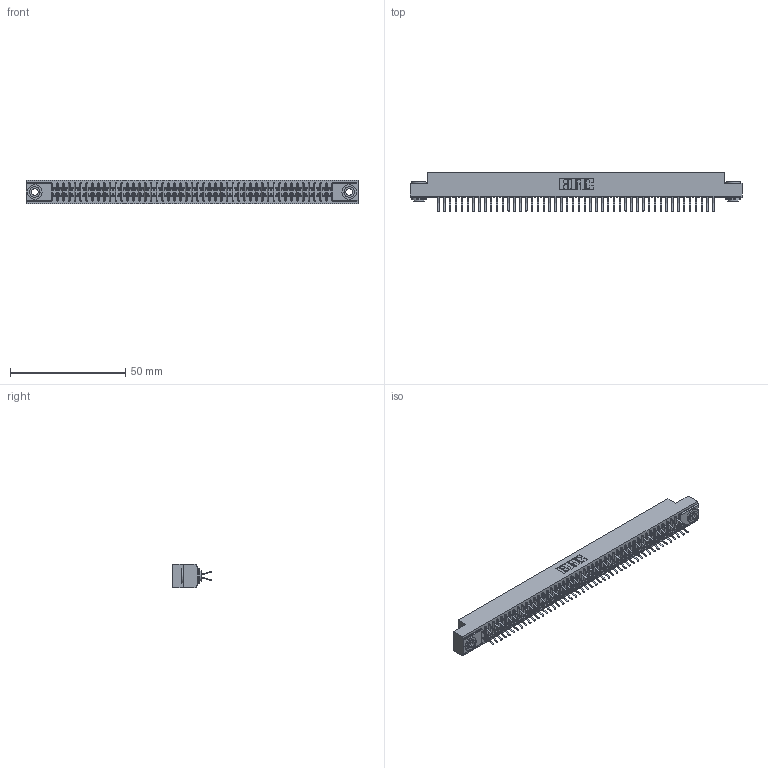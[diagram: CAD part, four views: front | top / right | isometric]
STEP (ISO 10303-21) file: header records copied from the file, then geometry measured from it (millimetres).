
FILE_DESCRIPTION (( 'STEP AP203' ), '1' );
FILE_NAME ('341-096-556-203.STEP', '2018-08-08T01:52:55', ( '' ), ( '' ), 'SwSTEP 2.0', 'SolidWorks 2016', '' );
FILE_SCHEMA (( 'CONFIG_CONTROL_DESIGN' ));
Length unit declared in the file: inch
Products named in the file (4): 341 Part_.156 (3.96) Dia Mounting Holes; 341-292-001_341-292-156; 345-250-002_345-250-002-102; 341-096-556-203
Assembly tree (99 placements, depth 2):
  341-096-556-203
    341 Part_.156 (3.96) Dia Mounting Holes
    341-292-001_341-292-156  x96
    345-250-002_345-250-002-102  x2
Bounding box: 144.15 x 17.07 x 10.16 mm (x, y, z)
Volume: 10681.6 mm3; surface area: 19624.3 mm2
Topology: 99 solids, 99 shells, 6888 faces, 19964 edges, 12950 vertices
Faces by surface type: plane 3932, cylinder 2756, sphere 98, torus 94, cone 8
Entity records: 58496 total; most frequent: CARTESIAN_POINT 9705, ORIENTED_EDGE 9636, DIRECTION 9434, EDGE_CURVE 4818, LINE 3884, VECTOR 3884, VERTEX_POINT 3046, AXIS2_PLACEMENT_3D 2775
